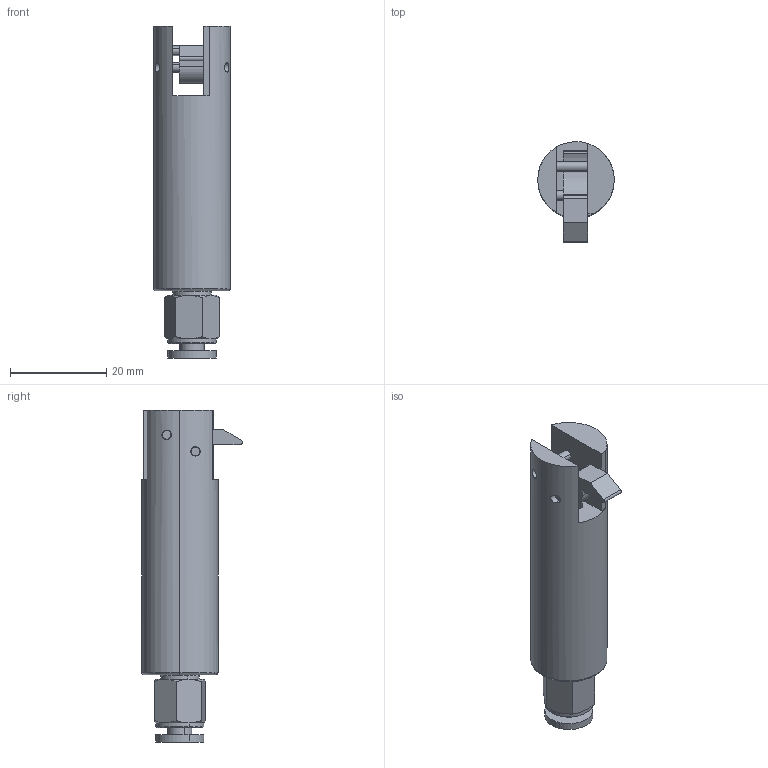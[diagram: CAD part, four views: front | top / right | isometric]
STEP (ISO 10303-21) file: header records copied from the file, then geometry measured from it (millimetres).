
FILE_DESCRIPTION (( 'STEP AP214' ), '1' );
FILE_NAME ('CO12-6GZQ-A1.STEP', '2025-12-25T03:47:02', ( '' ), ( '' ), 'SwSTEP 2.0', 'SolidWorks 2024', '' );
FILE_SCHEMA (( 'AUTOMOTIVE_DESIGN' ));
Length unit declared in the file: millimetre
Products named in the file (5): 爪子6mm; ZZX2125 爪子销; 客户实体; CO12-6GZQ-A1; M5气管接头
Assembly tree (5 placements, depth 2):
  CO12-6GZQ-A1
    客户实体
    ZZX2125 爪子销  x2
    M5气管接头
    爪子6mm
Bounding box: 15.9 x 20.95 x 69 mm (x, y, z)
Volume: 10704.3 mm3; surface area: 5086.5 mm2
Topology: 5 solids, 5 shells, 118 faces, 271 edges, 169 vertices
Faces by surface type: cylinder 48, plane 40, cone 28, torus 2
Entity records: 3507 total; most frequent: CARTESIAN_POINT 788, DIRECTION 571, ORIENTED_EDGE 510, EDGE_CURVE 255, AXIS2_PLACEMENT_3D 230, VERTEX_POINT 161, EDGE_LOOP 128, CIRCLE 112
